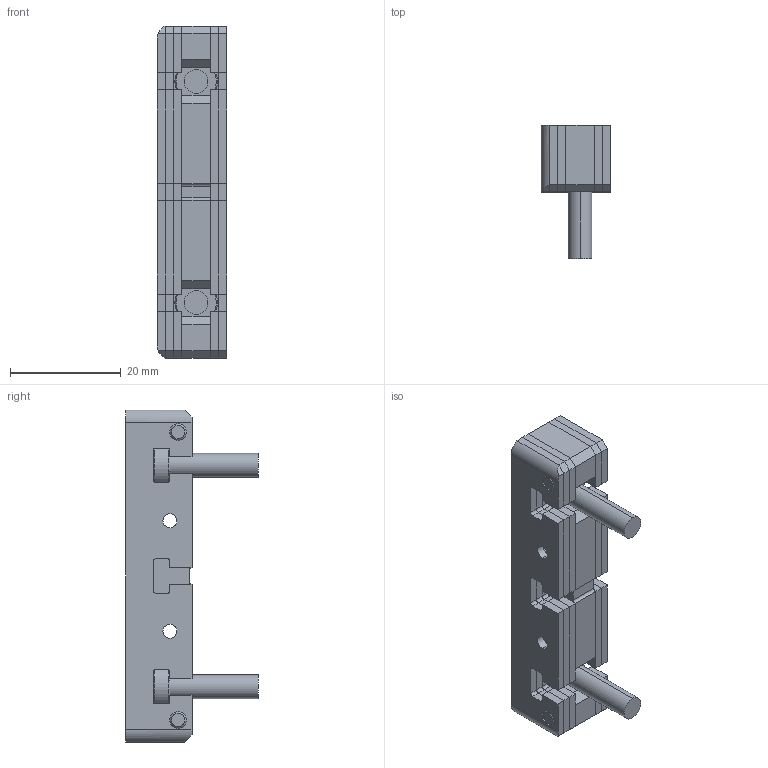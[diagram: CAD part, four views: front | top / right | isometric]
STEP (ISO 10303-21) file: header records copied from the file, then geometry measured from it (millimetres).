
FILE_DESCRIPTION (( 'STEP AP203' ), '1' );
FILE_NAME ('4c34.STEP', '2023-01-11T08:55:02', ( '' ), ( '' ), 'SwSTEP 2.0', 'SolidWorks 2019', '' );
FILE_SCHEMA (( 'CONFIG_CONTROL_DESIGN' ));
Length unit declared in the file: millimetre
Products named in the file (6): Pin_60 43c22a436936be9f6c8b3bda22cb5102; 4c34; Lamela_60 43c22a436936be9f6c8b3bda22cb5102; Lamellar_Gas_Vent_ISGL60 43c22a436936be9f6c8b3bda22cb5102; Lamela_60_R 43c22a436936be9f6c8b3bda22cb5102; Bolt_60 43c22a436936be9f6c8b3bda22cb5102
Assembly tree (9 placements, depth 2):
  4c34
    Lamellar_Gas_Vent_ISGL60 43c22a436936be9f6c8b3bda22cb5102
    Lamela_60 43c22a436936be9f6c8b3bda22cb5102  x3
    Lamela_60_R 43c22a436936be9f6c8b3bda22cb5102
    Bolt_60 43c22a436936be9f6c8b3bda22cb5102  x2
    Pin_60 43c22a436936be9f6c8b3bda22cb5102  x2
Bounding box: 12.6 x 24 x 60 mm (x, y, z)
Volume: 8406.3 mm3; surface area: 11072.7 mm2
Topology: 10 solids, 10 shells, 340 faces, 938 edges, 620 vertices
Faces by surface type: plane 194, cylinder 130, cone 16
Entity records: 7792 total; most frequent: CARTESIAN_POINT 1239, DIRECTION 1236, ORIENTED_EDGE 1208, EDGE_CURVE 604, LINE 426, VECTOR 426, AXIS2_PLACEMENT_3D 405, VERTEX_POINT 400
